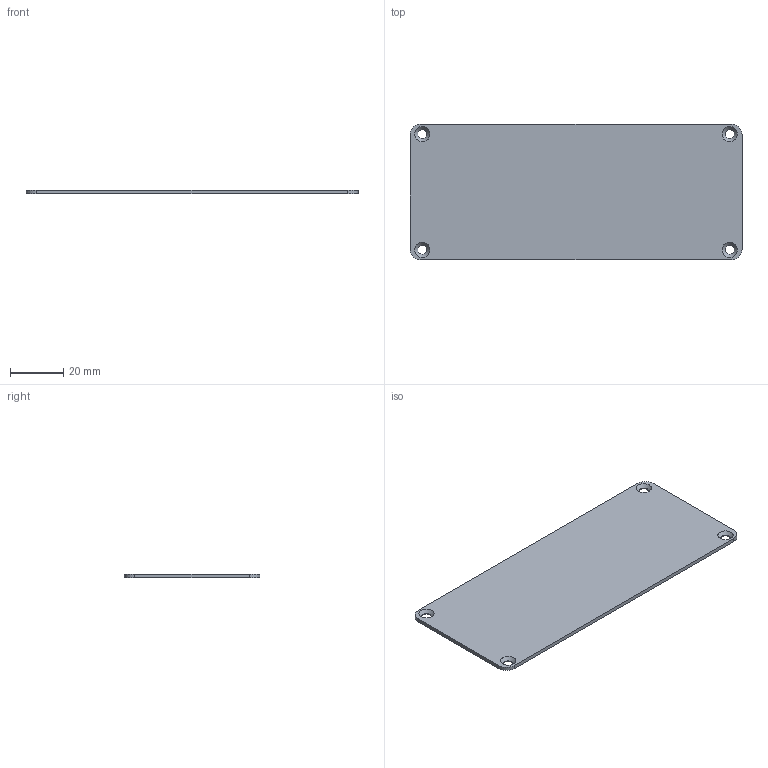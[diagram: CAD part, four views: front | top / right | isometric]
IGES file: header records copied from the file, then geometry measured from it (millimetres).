
Global section: file name: No Iges File Name specified; native system: Autodesk Inventor 2012; preprocessor: AutoDesk Inventor Iges Exporter R2012; author: tfoster; date: 20111207.092549; units: millimetre
Bounding box: 124.8 x 50.9 x 1.45 mm (x, y, z)
Volume: 9096.3 mm3; surface area: 13140.9 mm2
Topology: 1 solids, 1 shells, 18 faces, 48 edges, 32 vertices
Faces by surface type: revolution 8, plane 6, cylinder 4
